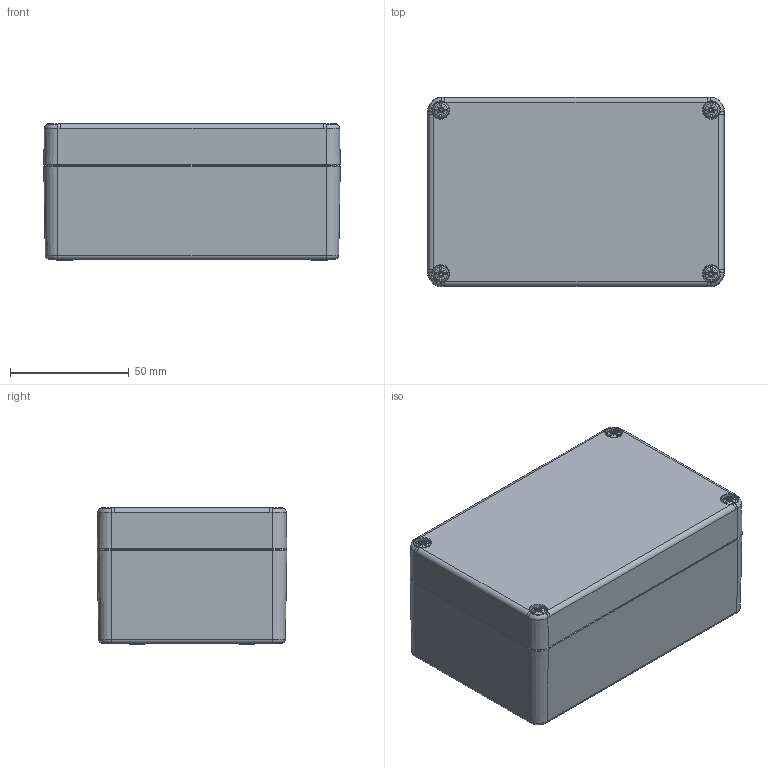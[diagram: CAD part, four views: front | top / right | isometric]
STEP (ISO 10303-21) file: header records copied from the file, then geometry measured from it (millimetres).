
FILE_DESCRIPTION(/* description */ (''),/* implementation_level */ '2;1');
FILE_NAME(/* name */ '1004101100-MBX_128055-K_VE.stp',/* time_stamp */ '2018-10-31T15:08:05+01:00',/* author */ ('robin.rentz'),/* organization */ (''),/* preprocessor_version */ 'ST-DEVELOPER v17',/* originating_system */ 'Autodesk Inventor 2019',/* authorisation */ '');
FILE_SCHEMA (('CONFIG_CONTROL_DESIGN'));
Products named in the file (6): 1004101100-MBX_128055-K_VE; UT-MBX_128055; OT-MBX_128055; OT-MBX_128055_1; 1990000007 M4 Gewindebuchse; 1990000018 - Schraube BM4 x 24-10
Assembly tree (11 placements, depth 2):
  1004101100-MBX_128055-K_VE
    UT-MBX_128055
    OT-MBX_128055
    OT-MBX_128055_1
    1990000007 M4 Gewindebuchse  x4
    1990000018 - Schraube BM4 x 24-10  x4
Bounding box: 124.99 x 79.99 x 57.5 mm (x, y, z)
Volume: 155205.5 mm3; surface area: 98165.8 mm2
Topology: 11 solids, 11 shells, 2313 faces, 5776 edges, 3547 vertices
Faces by surface type: plane 909, bspline 468, cylinder 431, cone 386, torus 111, sphere 8
Full cylindrical faces by diameter (mm): 3.242 x4, 3.6 x4, 4 x4, 4.4 x4, 6 x4
Entity records: 77396 total; most frequent: CARTESIAN_POINT 43552, ORIENTED_EDGE 7648, DIRECTION 5938, EDGE_CURVE 3824, VERTEX_POINT 2362, AXIS2_PLACEMENT_3D 2117, LINE 1704, VECTOR 1704
